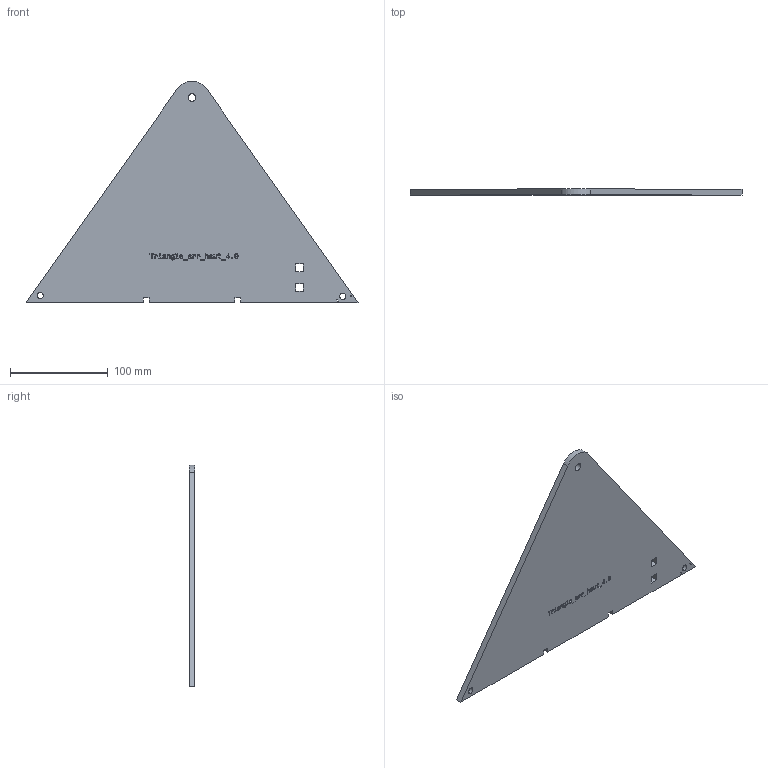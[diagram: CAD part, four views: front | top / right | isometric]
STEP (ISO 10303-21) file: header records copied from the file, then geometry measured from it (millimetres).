
FILE_DESCRIPTION (( 'STEP AP214' ), '1' );
FILE_NAME ('piece_principale_arriere_haut.STEP', '2024-04-03T12:51:54', ( '' ), ( '' ), 'SwSTEP 2.0', 'SolidWorks 2022', '' );
FILE_SCHEMA (( 'AUTOMOTIVE_DESIGN' ));
Length unit declared in the file: millimetre
Products named in the file (1): piece_principale_arriere_haut
Bounding box: 340 x 6 x 226.49 mm (x, y, z)
Volume: 241814.6 mm3; surface area: 87891.5 mm2
Topology: 1 solids, 1 shells, 594 faces, 1689 edges, 1126 vertices
Faces by surface type: plane 587, cylinder 7
Entity records: 18969 total; most frequent: CARTESIAN_POINT 3410, ORIENTED_EDGE 3378, DIRECTION 2893, EDGE_CURVE 1689, LINE 1675, VECTOR 1675, VERTEX_POINT 1126, EDGE_LOOP 637
